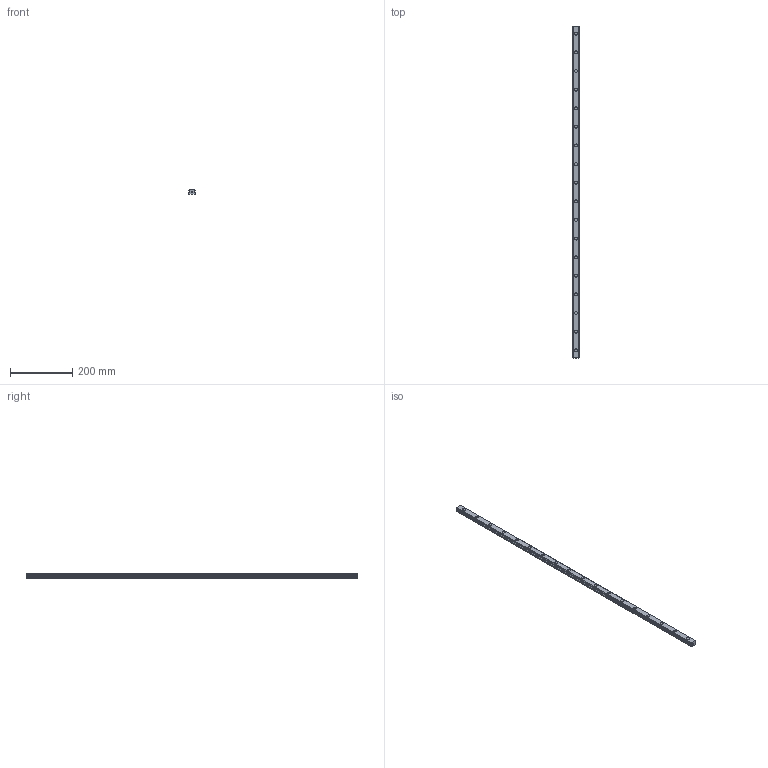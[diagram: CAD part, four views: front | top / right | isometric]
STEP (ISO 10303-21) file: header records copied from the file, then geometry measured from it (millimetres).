
FILE_DESCRIPTION(('STEP AP214'),'1');
FILE_NAME('cctmp_0C8DF982-7AA0-4CAD-ADCF-551B0AA56C01_2021_02_04_10_14_51_0336..stp','2021-02-04T09:14:51',('HIWIN GmbH'),('CADClick - www.CADClick.com'),'Spatial InterOp 3D',' ','unknown authorization');
FILE_SCHEMA(('AUTOMOTIVE_DESIGN'));
Length unit declared in the file: millimetre
Products named in the file (1): EGR20R1070C_FILE
Bounding box: 20 x 1070 x 15.5 mm (x, y, z)
Volume: 287016.8 mm3; surface area: 85989 mm2
Topology: 1 solids, 1 shells, 319 faces, 759 edges, 482 vertices
Faces by surface type: plane 193, cylinder 126
Entity records: 11817 total; most frequent: DIRECTION 1723, CARTESIAN_POINT 1561, ORIENTED_EDGE 1518, EDGE_CURVE 759, AXIS2_PLACEMENT_3D 644, VERTEX_POINT 482, LINE 435, VECTOR 435
